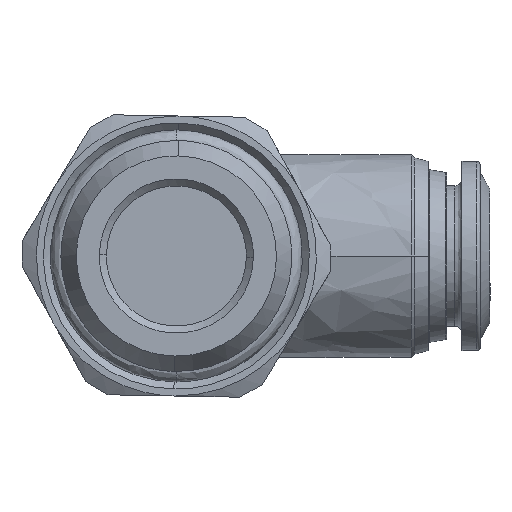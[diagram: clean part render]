
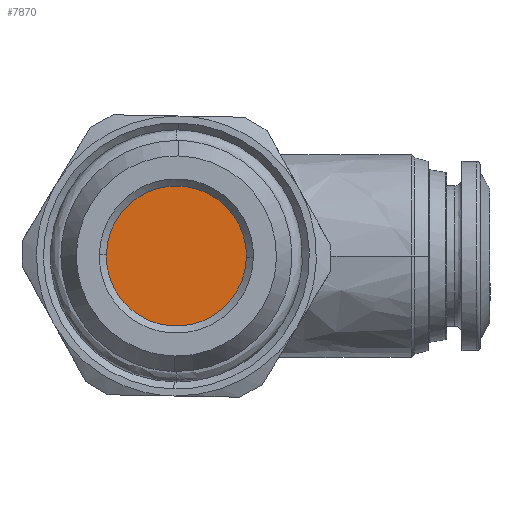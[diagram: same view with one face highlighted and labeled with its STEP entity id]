
A CAD part, left-side view. The second image highlights one B-rep face of the part: STEP entity #7870.
In plain terms, the highlighted free-form (B-spline) face has degree [1, 1] with [2, 2] control points.
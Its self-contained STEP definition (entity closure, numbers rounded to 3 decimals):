
#137 = FACE_OUTER_BOUND ( 'NONE', #1659, .T. ) ;
#270 = EDGE_CURVE ( 'NONE', #9137, #2996, #659, .T. ) ;
#488 = CARTESIAN_POINT ( 'NONE',  ( -20.947, -0.833, -0.092 ) ) ;
#659 =( BOUNDED_CURVE ( )  B_SPLINE_CURVE ( 3, ( #488, #7792, #4209, #6395 ),
 .UNSPECIFIED., .F., .T. ) 
 B_SPLINE_CURVE_WITH_KNOTS ( ( 4, 4 ),
 ( -3.142, 0. ),
 .UNSPECIFIED. ) 
 CURVE ( )  GEOMETRIC_REPRESENTATION_ITEM ( )  RATIONAL_B_SPLINE_CURVE ( ( 1., 0.333, 0.333, 1. ) ) 
 REPRESENTATION_ITEM ( '' )  );
#1659 = EDGE_LOOP ( 'NONE', ( #8946, #3943 ) ) ;
#1861 = CARTESIAN_POINT ( 'NONE',  ( -20.947, 9.165, 0.092 ) ) ;
#2553 = CARTESIAN_POINT ( 'NONE',  ( -20.947, -0.887, 2.837 ) ) ;
#2996 = VERTEX_POINT ( 'NONE', #1861 ) ;
#3325 = CARTESIAN_POINT ( 'NONE',  ( -20.947, 4.074, 4.999 ) ) ;
#3335 = B_SPLINE_SURFACE_WITH_KNOTS ( 'NONE', 1, 1, ( 
 ( #3562, #7222 ),
 ( #7995, #9328 ) ),
 .UNSPECIFIED., .F., .F., .F.,
 ( 2, 2 ),
 ( 2, 2 ),
 ( 0., 1. ),
 ( 0., 1. ),
 .UNSPECIFIED. ) ;
#3562 = CARTESIAN_POINT ( 'NONE',  ( -20.947, -0.894, 5.06 ) ) ;
#3943 = ORIENTED_EDGE ( 'NONE', *, *, #7587, .F. ) ;
#4027 = CARTESIAN_POINT ( 'NONE',  ( -20.947, -0.833, -0.092 ) ) ;
#4209 = CARTESIAN_POINT ( 'NONE',  ( -20.947, 9.349, -9.907 ) ) ;
#4634 = CARTESIAN_POINT ( 'NONE',  ( -20.947, 9.165, 0.092 ) ) ;
#4731 = CARTESIAN_POINT ( 'NONE',  ( -20.947, 1.146, 4.945 ) ) ;
#5794 =( BOUNDED_CURVE ( )  B_SPLINE_CURVE ( 3, ( #4634, #7146, #6951, #3325, #4731, #2553, #4027 ),
 .UNSPECIFIED., .F., .F. ) 
 B_SPLINE_CURVE_WITH_KNOTS ( ( 4, 3, 4 ),
 ( -3.142, -1.571, 0. ),
 .UNSPECIFIED. ) 
 CURVE ( )  GEOMETRIC_REPRESENTATION_ITEM ( )  RATIONAL_B_SPLINE_CURVE ( ( 1., 0.805, 0.805, 1., 0.805, 0.805, 1. ) ) 
 REPRESENTATION_ITEM ( '' )  );
#6395 = CARTESIAN_POINT ( 'NONE',  ( -20.947, 9.165, 0.092 ) ) ;
#6951 = CARTESIAN_POINT ( 'NONE',  ( -20.947, 7.003, 5.053 ) ) ;
#7146 = CARTESIAN_POINT ( 'NONE',  ( -20.947, 9.111, 3.02 ) ) ;
#7222 = CARTESIAN_POINT ( 'NONE',  ( -20.947, 9.226, 5.06 ) ) ;
#7587 = EDGE_CURVE ( 'NONE', #2996, #9137, #5794, .T. ) ;
#7792 = CARTESIAN_POINT ( 'NONE',  ( -20.947, -0.65, -10.09 ) ) ;
#7870 = ADVANCED_FACE ( 'NONE', ( #137 ), #3335, .F. ) ;
#7995 = CARTESIAN_POINT ( 'NONE',  ( -20.947, -0.894, -5.06 ) ) ;
#8186 = CARTESIAN_POINT ( 'NONE',  ( -20.947, -0.833, -0.092 ) ) ;
#8946 = ORIENTED_EDGE ( 'NONE', *, *, #270, .F. ) ;
#9137 = VERTEX_POINT ( 'NONE', #8186 ) ;
#9328 = CARTESIAN_POINT ( 'NONE',  ( -20.947, 9.226, -5.06 ) ) ;
